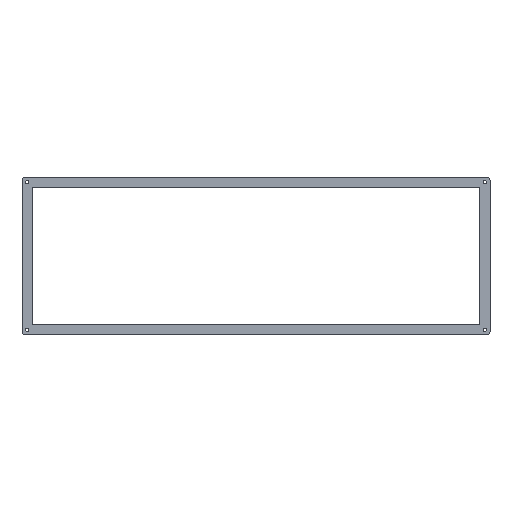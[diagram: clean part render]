
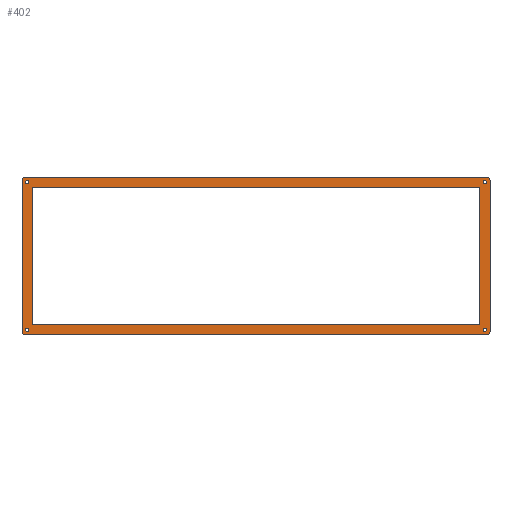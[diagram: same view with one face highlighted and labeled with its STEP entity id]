
A CAD part, top view. The second image highlights one B-rep face of the part: STEP entity #402.
In plain terms, the highlighted planar face has unit normal (0, 0, 1).
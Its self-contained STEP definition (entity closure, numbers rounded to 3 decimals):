
#19=FACE_BOUND('',#73,.T.);
#20=FACE_BOUND('',#74,.T.);
#21=FACE_BOUND('',#75,.T.);
#22=FACE_BOUND('',#76,.T.);
#23=FACE_BOUND('',#77,.T.);
#33=PLANE('',#451);
#48=FACE_OUTER_BOUND('',#72,.T.);
#72=EDGE_LOOP('',(#321,#322,#323,#324,#325,#326,#327,#328));
#73=EDGE_LOOP('',(#329));
#74=EDGE_LOOP('',(#330));
#75=EDGE_LOOP('',(#331,#332,#333,#334));
#76=EDGE_LOOP('',(#335));
#77=EDGE_LOOP('',(#336));
#93=LINE('',#606,#128);
#105=LINE('',#650,#140);
#108=LINE('',#658,#143);
#110=LINE('',#665,#145);
#111=LINE('',#672,#146);
#112=LINE('',#674,#147);
#113=LINE('',#676,#148);
#114=LINE('',#677,#149);
#128=VECTOR('',#484,10.);
#140=VECTOR('',#522,10.);
#143=VECTOR('',#531,10.);
#145=VECTOR('',#541,10.);
#146=VECTOR('',#546,10.);
#147=VECTOR('',#547,10.);
#148=VECTOR('',#548,10.);
#149=VECTOR('',#549,10.);
#159=CIRCLE('',#429,3.);
#168=CIRCLE('',#443,3.);
#169=CIRCLE('',#446,3.);
#170=CIRCLE('',#450,3.);
#171=CIRCLE('',#452,1.6);
#172=CIRCLE('',#453,1.6);
#173=CIRCLE('',#454,1.6);
#174=CIRCLE('',#455,1.6);
#176=VERTEX_POINT('',#593);
#177=VERTEX_POINT('',#594);
#181=VERTEX_POINT('',#604);
#199=VERTEX_POINT('',#644);
#200=VERTEX_POINT('',#648);
#201=VERTEX_POINT('',#652);
#202=VERTEX_POINT('',#653);
#203=VERTEX_POINT('',#661);
#204=VERTEX_POINT('',#666);
#205=VERTEX_POINT('',#668);
#206=VERTEX_POINT('',#670);
#207=VERTEX_POINT('',#671);
#208=VERTEX_POINT('',#673);
#209=VERTEX_POINT('',#675);
#210=VERTEX_POINT('',#678);
#211=VERTEX_POINT('',#680);
#214=EDGE_CURVE('',#176,#177,#159,.T.);
#220=EDGE_CURVE('',#176,#181,#93,.T.);
#239=EDGE_CURVE('',#199,#181,#168,.T.);
#242=EDGE_CURVE('',#199,#200,#105,.T.);
#243=EDGE_CURVE('',#201,#202,#169,.T.);
#246=EDGE_CURVE('',#201,#177,#108,.T.);
#248=EDGE_CURVE('',#203,#200,#170,.T.);
#250=EDGE_CURVE('',#203,#202,#110,.T.);
#251=EDGE_CURVE('',#204,#204,#171,.T.);
#252=EDGE_CURVE('',#205,#205,#172,.T.);
#253=EDGE_CURVE('',#206,#207,#111,.T.);
#254=EDGE_CURVE('',#207,#208,#112,.T.);
#255=EDGE_CURVE('',#208,#209,#113,.T.);
#256=EDGE_CURVE('',#209,#206,#114,.T.);
#257=EDGE_CURVE('',#210,#210,#173,.T.);
#258=EDGE_CURVE('',#211,#211,#174,.T.);
#321=ORIENTED_EDGE('',*,*,#214,.F.);
#322=ORIENTED_EDGE('',*,*,#220,.T.);
#323=ORIENTED_EDGE('',*,*,#239,.F.);
#324=ORIENTED_EDGE('',*,*,#242,.T.);
#325=ORIENTED_EDGE('',*,*,#248,.F.);
#326=ORIENTED_EDGE('',*,*,#250,.T.);
#327=ORIENTED_EDGE('',*,*,#243,.F.);
#328=ORIENTED_EDGE('',*,*,#246,.T.);
#329=ORIENTED_EDGE('',*,*,#251,.T.);
#330=ORIENTED_EDGE('',*,*,#252,.T.);
#331=ORIENTED_EDGE('',*,*,#253,.T.);
#332=ORIENTED_EDGE('',*,*,#254,.T.);
#333=ORIENTED_EDGE('',*,*,#255,.T.);
#334=ORIENTED_EDGE('',*,*,#256,.T.);
#335=ORIENTED_EDGE('',*,*,#257,.T.);
#336=ORIENTED_EDGE('',*,*,#258,.T.);
#402=ADVANCED_FACE('',(#48,#19,#20,#21,#22,#23),#33,.T.);
#429=AXIS2_PLACEMENT_3D('',#595,#474,#475);
#443=AXIS2_PLACEMENT_3D('',#645,#516,#517);
#446=AXIS2_PLACEMENT_3D('',#654,#525,#526);
#450=AXIS2_PLACEMENT_3D('',#662,#536,#537);
#451=AXIS2_PLACEMENT_3D('',#664,#539,#540);
#452=AXIS2_PLACEMENT_3D('',#667,#542,#543);
#453=AXIS2_PLACEMENT_3D('',#669,#544,#545);
#454=AXIS2_PLACEMENT_3D('',#679,#550,#551);
#455=AXIS2_PLACEMENT_3D('',#681,#552,#553);
#474=DIRECTION('center_axis',(0.,0.,-1.));
#475=DIRECTION('ref_axis',(-0.707,0.707,0.));
#484=DIRECTION('',(0.,-1.,0.));
#516=DIRECTION('center_axis',(0.,0.,-1.));
#517=DIRECTION('ref_axis',(-0.707,-0.707,0.));
#522=DIRECTION('',(1.,0.,0.));
#525=DIRECTION('center_axis',(0.,0.,-1.));
#526=DIRECTION('ref_axis',(0.707,0.707,0.));
#531=DIRECTION('',(-1.,0.,0.));
#536=DIRECTION('center_axis',(0.,0.,-1.));
#537=DIRECTION('ref_axis',(0.707,-0.707,0.));
#539=DIRECTION('center_axis',(0.,0.,1.));
#540=DIRECTION('ref_axis',(1.,0.,0.));
#541=DIRECTION('',(0.,1.,0.));
#542=DIRECTION('center_axis',(0.,0.,-1.));
#543=DIRECTION('ref_axis',(1.,0.,0.));
#544=DIRECTION('center_axis',(0.,0.,-1.));
#545=DIRECTION('ref_axis',(1.,0.,0.));
#546=DIRECTION('',(-1.,0.,0.));
#547=DIRECTION('',(0.,1.,0.));
#548=DIRECTION('',(1.,0.,0.));
#549=DIRECTION('',(0.,-1.,0.));
#550=DIRECTION('center_axis',(0.,0.,-1.));
#551=DIRECTION('ref_axis',(1.,0.,0.));
#552=DIRECTION('center_axis',(0.,0.,-1.));
#553=DIRECTION('ref_axis',(1.,0.,0.));
#593=CARTESIAN_POINT('',(-10.,7.,9.));
#594=CARTESIAN_POINT('',(-7.,10.,9.));
#595=CARTESIAN_POINT('Origin',(-7.,7.,9.));
#604=CARTESIAN_POINT('',(-10.,-138.5,9.));
#606=CARTESIAN_POINT('',(-10.,-27.875,9.));
#644=CARTESIAN_POINT('',(-7.,-141.5,9.));
#645=CARTESIAN_POINT('Origin',(-7.,-138.5,9.));
#648=CARTESIAN_POINT('',(436.,-141.5,9.));
#650=CARTESIAN_POINT('',(102.25,-141.5,9.));
#652=CARTESIAN_POINT('',(436.,10.,9.));
#653=CARTESIAN_POINT('',(439.,7.,9.));
#654=CARTESIAN_POINT('Origin',(436.,7.,9.));
#658=CARTESIAN_POINT('',(326.75,10.,9.));
#661=CARTESIAN_POINT('',(439.,-138.5,9.));
#662=CARTESIAN_POINT('Origin',(436.,-138.5,9.));
#664=CARTESIAN_POINT('Origin',(214.5,-65.75,9.));
#665=CARTESIAN_POINT('',(439.,-103.625,9.));
#666=CARTESIAN_POINT('',(432.4,-136.5,9.));
#667=CARTESIAN_POINT('Origin',(434.,-136.5,9.));
#668=CARTESIAN_POINT('',(-6.6,5.,9.));
#669=CARTESIAN_POINT('Origin',(-5.,5.,9.));
#670=CARTESIAN_POINT('',(429.,-131.5,9.));
#671=CARTESIAN_POINT('',(0.,-131.5,9.));
#672=CARTESIAN_POINT('',(321.75,-131.5,9.));
#673=CARTESIAN_POINT('',(0.,0.,9.));
#674=CARTESIAN_POINT('',(0.,-98.625,9.));
#675=CARTESIAN_POINT('',(429.,0.,9.));
#676=CARTESIAN_POINT('',(107.25,0.,9.));
#677=CARTESIAN_POINT('',(429.,-32.875,9.));
#678=CARTESIAN_POINT('',(432.4,5.,9.));
#679=CARTESIAN_POINT('Origin',(434.,5.,9.));
#680=CARTESIAN_POINT('',(-6.6,-136.5,9.));
#681=CARTESIAN_POINT('Origin',(-5.,-136.5,9.));
